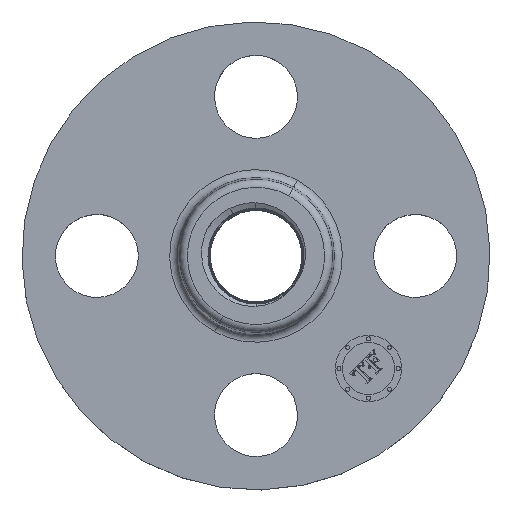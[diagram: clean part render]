
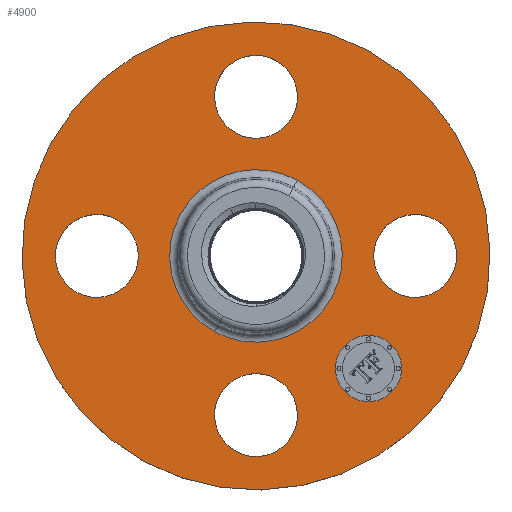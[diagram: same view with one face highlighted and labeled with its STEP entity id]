
A CAD part, top view. The second image highlights one B-rep face of the part: STEP entity #4900.
In plain terms, the highlighted planar face has unit normal (0, 0, 1).
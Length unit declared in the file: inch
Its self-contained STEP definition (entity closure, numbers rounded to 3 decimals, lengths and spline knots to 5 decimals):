
#322=AXIS2_PLACEMENT_3D('Circle Axis2P3D',#320,#321,$) ;
#339=AXIS2_PLACEMENT_3D('Circle Axis2P3D',#337,#338,$) ;
#379=AXIS2_PLACEMENT_3D('Circle Axis2P3D',#377,#378,$) ;
#396=AXIS2_PLACEMENT_3D('Circle Axis2P3D',#394,#395,$) ;
#436=AXIS2_PLACEMENT_3D('Circle Axis2P3D',#434,#435,$) ;
#453=AXIS2_PLACEMENT_3D('Circle Axis2P3D',#451,#452,$) ;
#657=AXIS2_PLACEMENT_3D('Circle Axis2P3D',#655,#656,$) ;
#683=AXIS2_PLACEMENT_3D('Circle Axis2P3D',#681,#682,$) ;
#707=AXIS2_PLACEMENT_3D('Circle Axis2P3D',#705,#706,$) ;
#726=AXIS2_PLACEMENT_3D('Circle Axis2P3D',#724,#725,$) ;
#757=AXIS2_PLACEMENT_3D('Circle Axis2P3D',#755,#756,$) ;
#769=AXIS2_PLACEMENT_3D('Circle Axis2P3D',#767,#768,$) ;
#4856=AXIS2_PLACEMENT_3D('Plane Axis2P3D',#4853,#4854,#4855) ;
#4884=AXIS2_PLACEMENT_3D('Circle Axis2P3D',#4882,#4883,$) ;
#4893=AXIS2_PLACEMENT_3D('Circle Axis2P3D',#4891,#4892,$) ;
#303=CARTESIAN_POINT('Vertex',(-0.14862,-1.46205,0.38)) ;
#317=CARTESIAN_POINT('Vertex',(0.14862,-0.91795,0.38)) ;
#320=CARTESIAN_POINT('Axis2P3D Location',(0.,-1.19,0.38)) ;
#337=CARTESIAN_POINT('Axis2P3D Location',(0.,-1.19,0.38)) ;
#360=CARTESIAN_POINT('Vertex',(-1.46205,0.14862,0.38)) ;
#374=CARTESIAN_POINT('Vertex',(-0.91795,-0.14862,0.38)) ;
#377=CARTESIAN_POINT('Axis2P3D Location',(-1.19,0.,0.38)) ;
#394=CARTESIAN_POINT('Axis2P3D Location',(-1.19,0.,0.38)) ;
#417=CARTESIAN_POINT('Vertex',(0.14862,1.46205,0.38)) ;
#431=CARTESIAN_POINT('Vertex',(-0.14862,0.91795,0.38)) ;
#434=CARTESIAN_POINT('Axis2P3D Location',(0.,1.19,0.38)) ;
#451=CARTESIAN_POINT('Axis2P3D Location',(0.,1.19,0.38)) ;
#655=CARTESIAN_POINT('Axis2P3D Location',(0.,0.,0.38)) ;
#659=CARTESIAN_POINT('Vertex',(-0.3094,-0.56634,0.38)) ;
#661=CARTESIAN_POINT('Vertex',(0.3094,0.56634,0.38)) ;
#681=CARTESIAN_POINT('Axis2P3D Location',(0.,0.,0.38)) ;
#702=CARTESIAN_POINT('Vertex',(0.83899,1.53577,0.38)) ;
#705=CARTESIAN_POINT('Axis2P3D Location',(0.,0.,0.38)) ;
#709=CARTESIAN_POINT('Vertex',(-0.83899,-1.53577,0.38)) ;
#724=CARTESIAN_POINT('Axis2P3D Location',(0.,0.,0.38)) ;
#745=CARTESIAN_POINT('Vertex',(1.46205,-0.14862,0.38)) ;
#752=CARTESIAN_POINT('Vertex',(0.91795,0.14862,0.38)) ;
#755=CARTESIAN_POINT('Axis2P3D Location',(1.19,0.,0.38)) ;
#767=CARTESIAN_POINT('Axis2P3D Location',(1.19,0.,0.38)) ;
#4853=CARTESIAN_POINT('Axis2P3D Location',(0.,1.75,0.38)) ;
#4882=CARTESIAN_POINT('Axis2P3D Location',(0.84146,-0.84146,0.38)) ;
#4886=CARTESIAN_POINT('Vertex',(1.01647,-0.66645,0.38)) ;
#4888=CARTESIAN_POINT('Vertex',(0.66645,-1.01647,0.38)) ;
#4891=CARTESIAN_POINT('Axis2P3D Location',(0.84146,-0.84146,0.38)) ;
#321=DIRECTION('Axis2P3D Direction',(0.,-0.,-0.039)) ;
#338=DIRECTION('Axis2P3D Direction',(0.,-0.,-0.039)) ;
#378=DIRECTION('Axis2P3D Direction',(-0.,0.,-0.039)) ;
#395=DIRECTION('Axis2P3D Direction',(-0.,0.,-0.039)) ;
#435=DIRECTION('Axis2P3D Direction',(0.,0.,-0.039)) ;
#452=DIRECTION('Axis2P3D Direction',(0.,0.,-0.039)) ;
#656=DIRECTION('Axis2P3D Direction',(0.,0.,-0.039)) ;
#682=DIRECTION('Axis2P3D Direction',(0.,0.,-0.039)) ;
#706=DIRECTION('Axis2P3D Direction',(0.,0.,-0.039)) ;
#725=DIRECTION('Axis2P3D Direction',(0.,0.,-0.039)) ;
#756=DIRECTION('Axis2P3D Direction',(0.,-0.,-0.039)) ;
#768=DIRECTION('Axis2P3D Direction',(0.,-0.,-0.039)) ;
#4854=DIRECTION('Axis2P3D Direction',(0.,0.,-0.039)) ;
#4855=DIRECTION('Axis2P3D XDirection',(0.039,0.,0.)) ;
#4883=DIRECTION('Axis2P3D Direction',(0.,0.,-0.039)) ;
#4892=DIRECTION('Axis2P3D Direction',(0.,0.,-0.039)) ;
#4859=ORIENTED_EDGE('',*,*,#711,.F.) ;
#4860=ORIENTED_EDGE('',*,*,#728,.F.) ;
#4863=ORIENTED_EDGE('',*,*,#771,.T.) ;
#4864=ORIENTED_EDGE('',*,*,#759,.T.) ;
#4867=ORIENTED_EDGE('',*,*,#663,.T.) ;
#4868=ORIENTED_EDGE('',*,*,#685,.T.) ;
#4871=ORIENTED_EDGE('',*,*,#324,.T.) ;
#4872=ORIENTED_EDGE('',*,*,#341,.T.) ;
#4875=ORIENTED_EDGE('',*,*,#381,.T.) ;
#4876=ORIENTED_EDGE('',*,*,#398,.T.) ;
#4879=ORIENTED_EDGE('',*,*,#438,.T.) ;
#4880=ORIENTED_EDGE('',*,*,#455,.T.) ;
#4897=ORIENTED_EDGE('',*,*,#4890,.T.) ;
#4898=ORIENTED_EDGE('',*,*,#4895,.T.) ;
#4865=FACE_BOUND('',#4862,.T.) ;
#4869=FACE_BOUND('',#4866,.T.) ;
#4873=FACE_BOUND('',#4870,.T.) ;
#4877=FACE_BOUND('',#4874,.T.) ;
#4881=FACE_BOUND('',#4878,.T.) ;
#4899=FACE_BOUND('',#4896,.T.) ;
#4900=ADVANCED_FACE('PartBody',(#4861,#4865,#4869,#4873,#4877,#4881,#4899),#4857,.F.) ;
#323=CIRCLE('generated circle',#322,0.31) ;
#340=CIRCLE('generated circle',#339,0.31) ;
#380=CIRCLE('generated circle',#379,0.31) ;
#397=CIRCLE('generated circle',#396,0.31) ;
#437=CIRCLE('generated circle',#436,0.31) ;
#454=CIRCLE('generated circle',#453,0.31) ;
#658=CIRCLE('generated circle',#657,0.64535) ;
#684=CIRCLE('generated circle',#683,0.64535) ;
#708=CIRCLE('generated circle',#707,1.75) ;
#727=CIRCLE('generated circle',#726,1.75) ;
#758=CIRCLE('generated circle',#757,0.31) ;
#770=CIRCLE('generated circle',#769,0.31) ;
#4885=CIRCLE('generated circle',#4884,0.2475) ;
#4894=CIRCLE('generated circle',#4893,0.2475) ;
#324=EDGE_CURVE('',#304,#318,#323,.T.) ;
#341=EDGE_CURVE('',#318,#304,#340,.T.) ;
#381=EDGE_CURVE('',#361,#375,#380,.T.) ;
#398=EDGE_CURVE('',#375,#361,#397,.T.) ;
#438=EDGE_CURVE('',#418,#432,#437,.T.) ;
#455=EDGE_CURVE('',#432,#418,#454,.T.) ;
#663=EDGE_CURVE('',#660,#662,#658,.T.) ;
#685=EDGE_CURVE('',#662,#660,#684,.T.) ;
#711=EDGE_CURVE('',#703,#710,#708,.T.) ;
#728=EDGE_CURVE('',#710,#703,#727,.T.) ;
#759=EDGE_CURVE('',#746,#753,#758,.T.) ;
#771=EDGE_CURVE('',#753,#746,#770,.T.) ;
#4890=EDGE_CURVE('',#4887,#4889,#4885,.T.) ;
#4895=EDGE_CURVE('',#4889,#4887,#4894,.T.) ;
#4858=EDGE_LOOP('',(#4859,#4860)) ;
#4862=EDGE_LOOP('',(#4863,#4864)) ;
#4866=EDGE_LOOP('',(#4867,#4868)) ;
#4870=EDGE_LOOP('',(#4871,#4872)) ;
#4874=EDGE_LOOP('',(#4875,#4876)) ;
#4878=EDGE_LOOP('',(#4879,#4880)) ;
#4896=EDGE_LOOP('',(#4897,#4898)) ;
#4861=FACE_OUTER_BOUND('',#4858,.T.) ;
#4857=PLANE('',#4856) ;
#304=VERTEX_POINT('',#303) ;
#318=VERTEX_POINT('',#317) ;
#361=VERTEX_POINT('',#360) ;
#375=VERTEX_POINT('',#374) ;
#418=VERTEX_POINT('',#417) ;
#432=VERTEX_POINT('',#431) ;
#660=VERTEX_POINT('',#659) ;
#662=VERTEX_POINT('',#661) ;
#703=VERTEX_POINT('',#702) ;
#710=VERTEX_POINT('',#709) ;
#746=VERTEX_POINT('',#745) ;
#753=VERTEX_POINT('',#752) ;
#4887=VERTEX_POINT('',#4886) ;
#4889=VERTEX_POINT('',#4888) ;
